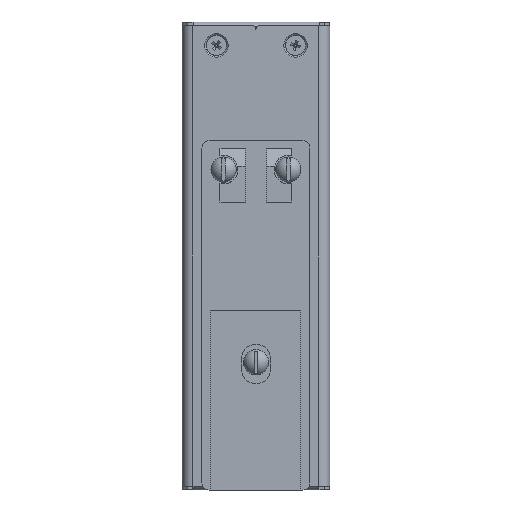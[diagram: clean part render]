
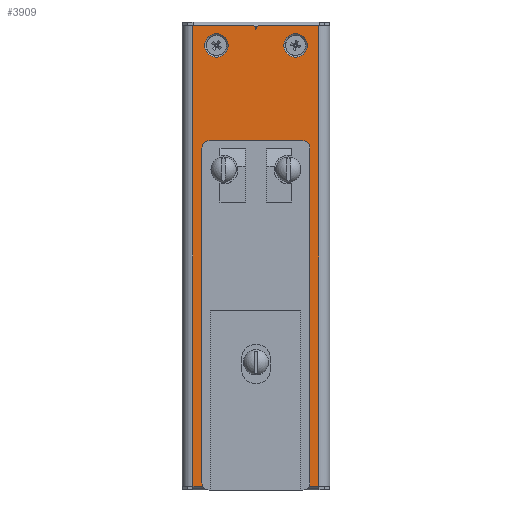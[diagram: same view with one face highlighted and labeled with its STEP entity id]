
A CAD part, front view. The second image highlights one B-rep face of the part: STEP entity #3909.
In plain terms, the highlighted face is planar.
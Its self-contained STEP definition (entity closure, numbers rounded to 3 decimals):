
#3909=ADVANCED_FACE('',(#18044,#18046,#18048),#18050,.F.);
#18044=FACE_BOUND('',#18045,.T.);
#18045=EDGE_LOOP('',(#28153,#28154,#28155,#28156,#28157,#28158,#28159,#28160,#28161,
#28162,#28163,#28164,#28165,#28166,#28167));
#18046=FACE_BOUND('',#18047,.T.);
#18047=EDGE_LOOP('',(#28168));
#18048=FACE_BOUND('',#18049,.T.);
#18049=EDGE_LOOP('',(#28169));
#18050=PLANE('',#18051);
#18051=AXIS2_PLACEMENT_3D('',#18052,#18053,#18054);
#18052=CARTESIAN_POINT('',(0.,0.,0.));
#18053=DIRECTION('',(0.,0.,1.));
#18054=DIRECTION('',(1.,0.,0.));
#28153=ORIENTED_EDGE('',*,*,#34296,.T.);
#28154=ORIENTED_EDGE('',*,*,#34297,.F.);
#28155=ORIENTED_EDGE('',*,*,#33956,.T.);
#28156=ORIENTED_EDGE('',*,*,#34298,.F.);
#28157=ORIENTED_EDGE('',*,*,#34299,.F.);
#28158=ORIENTED_EDGE('',*,*,#34300,.F.);
#28159=ORIENTED_EDGE('',*,*,#34301,.F.);
#28160=ORIENTED_EDGE('',*,*,#33982,.T.);
#28161=ORIENTED_EDGE('',*,*,#34302,.F.);
#28162=ORIENTED_EDGE('',*,*,#34303,.T.);
#28163=ORIENTED_EDGE('',*,*,#34304,.T.);
#28164=ORIENTED_EDGE('',*,*,#34305,.T.);
#28165=ORIENTED_EDGE('',*,*,#34306,.T.);
#28166=ORIENTED_EDGE('',*,*,#34307,.T.);
#28167=ORIENTED_EDGE('',*,*,#34308,.T.);
#28168=ORIENTED_EDGE('',*,*,#34309,.T.);
#28169=ORIENTED_EDGE('',*,*,#34310,.T.);
#33956=EDGE_CURVE('',#38222,#38220,#38223,.T.);
#33982=EDGE_CURVE('',#38258,#38256,#38259,.T.);
#34296=EDGE_CURVE('',#38782,#38783,#38784,.T.);
#34297=EDGE_CURVE('',#38222,#38783,#38785,.T.);
#34298=EDGE_CURVE('',#38786,#38220,#38787,.T.);
#34299=EDGE_CURVE('',#38788,#38786,#38789,.F.);
#34300=EDGE_CURVE('',#38790,#38788,#38791,.F.);
#34301=EDGE_CURVE('',#38258,#38790,#38792,.T.);
#34302=EDGE_CURVE('',#38793,#38256,#38794,.T.);
#34303=EDGE_CURVE('',#38793,#38795,#38796,.T.);
#34304=EDGE_CURVE('',#38795,#38797,#38798,.F.);
#34305=EDGE_CURVE('',#38797,#38799,#38800,.T.);
#34306=EDGE_CURVE('',#38799,#38801,#38802,.F.);
#34307=EDGE_CURVE('',#38801,#38803,#38804,.T.);
#34308=EDGE_CURVE('',#38803,#38782,#38805,.F.);
#34309=EDGE_CURVE('',#38806,#38806,#38807,.F.);
#34310=EDGE_CURVE('',#38808,#38808,#38809,.F.);
#38220=VERTEX_POINT('',#46397);
#38222=VERTEX_POINT('',#46402);
#38223=LINE('',#46403,#46404);
#38256=VERTEX_POINT('',#46500);
#38258=VERTEX_POINT('',#46505);
#38259=LINE('',#46506,#46507);
#38782=VERTEX_POINT('',#47700);
#38783=VERTEX_POINT('',#47701);
#38784=CIRCLE('',#47702,2.);
#38785=LINE('',#47706,#47707);
#38786=VERTEX_POINT('',#47709);
#38787=LINE('',#47710,#47711);
#38788=VERTEX_POINT('',#47713);
#38789=CIRCLE('',#47714,1.);
#38790=VERTEX_POINT('',#47718);
#38791=CIRCLE('',#47719,1.);
#38792=LINE('',#47723,#47724);
#38793=VERTEX_POINT('',#47726);
#38794=LINE('',#47727,#47728);
#38795=VERTEX_POINT('',#47730);
#38796=CIRCLE('',#47731,2.);
#38797=VERTEX_POINT('',#47735);
#38798=LINE('',#47736,#47737);
#38799=VERTEX_POINT('',#47739);
#38800=CIRCLE('',#47740,2.);
#38801=VERTEX_POINT('',#47744);
#38802=LINE('',#47745,#47746);
#38803=VERTEX_POINT('',#47748);
#38804=CIRCLE('',#47749,2.);
#38805=LINE('',#47753,#47754);
#38806=VERTEX_POINT('',#47756);
#38807=CIRCLE('',#47757,3.25);
#38808=VERTEX_POINT('',#47761);
#38809=CIRCLE('',#47762,3.25);
#46397=CARTESIAN_POINT('',(128.,35.,0.));
#46402=CARTESIAN_POINT('',(0.,35.,0.));
#46403=CARTESIAN_POINT('',(0.,35.,0.));
#46404=VECTOR('',#46405,1.);
#46405=DIRECTION('',(1.,0.,0.));
#46500=CARTESIAN_POINT('',(0.,0.,0.));
#46505=CARTESIAN_POINT('',(128.,0.,0.));
#46506=CARTESIAN_POINT('',(128.,0.,0.));
#46507=VECTOR('',#46508,1.);
#46508=DIRECTION('',(-1.,0.,0.));
#47700=CARTESIAN_POINT('',(1.,32.5,0.));
#47701=CARTESIAN_POINT('',(0.,32.232,0.));
#47702=AXIS2_PLACEMENT_3D('',#47703,#47704,#47705);
#47703=CARTESIAN_POINT('',(1.,30.5,0.));
#47704=DIRECTION('',(0.,-0.,1.));
#47705=DIRECTION('',(0.,1.,0.));
#47706=CARTESIAN_POINT('',(0.,35.,0.));
#47707=VECTOR('',#47708,1.);
#47708=DIRECTION('',(0.,-1.,0.));
#47709=CARTESIAN_POINT('',(128.,18.5,0.));
#47710=CARTESIAN_POINT('',(128.,18.5,0.));
#47711=VECTOR('',#47712,1.);
#47712=DIRECTION('',(0.,1.,0.));
#47713=CARTESIAN_POINT('',(127.,17.5,0.));
#47714=AXIS2_PLACEMENT_3D('',#47715,#47716,#47717);
#47715=CARTESIAN_POINT('',(127.,18.5,0.));
#47716=DIRECTION('',(0.,0.,-1.));
#47717=DIRECTION('',(1.,0.,0.));
#47718=CARTESIAN_POINT('',(128.,16.5,0.));
#47719=AXIS2_PLACEMENT_3D('',#47720,#47721,#47722);
#47720=CARTESIAN_POINT('',(127.,16.5,0.));
#47721=DIRECTION('',(0.,0.,-1.));
#47722=DIRECTION('',(0.,1.,0.));
#47723=CARTESIAN_POINT('',(128.,0.,0.));
#47724=VECTOR('',#47725,1.);
#47725=DIRECTION('',(0.,1.,0.));
#47726=CARTESIAN_POINT('',(0.,2.768,0.));
#47727=CARTESIAN_POINT('',(0.,2.768,0.));
#47728=VECTOR('',#47729,1.);
#47729=DIRECTION('',(0.,-1.,0.));
#47730=CARTESIAN_POINT('',(1.,2.5,0.));
#47731=AXIS2_PLACEMENT_3D('',#47732,#47733,#47734);
#47732=CARTESIAN_POINT('',(1.,4.5,0.));
#47733=DIRECTION('',(-0.,0.,1.));
#47734=DIRECTION('',(-0.5,-0.866,0.));
#47735=CARTESIAN_POINT('',(94.,2.5,0.));
#47736=CARTESIAN_POINT('',(94.,2.5,0.));
#47737=VECTOR('',#47738,1.);
#47738=DIRECTION('',(-1.,0.,0.));
#47739=CARTESIAN_POINT('',(96.,4.5,0.));
#47740=AXIS2_PLACEMENT_3D('',#47741,#47742,#47743);
#47741=CARTESIAN_POINT('',(94.,4.5,0.));
#47742=DIRECTION('',(-0.,0.,1.));
#47743=DIRECTION('',(0.,-1.,0.));
#47744=CARTESIAN_POINT('',(96.,30.5,0.));
#47745=CARTESIAN_POINT('',(96.,30.5,0.));
#47746=VECTOR('',#47747,1.);
#47747=DIRECTION('',(0.,-1.,0.));
#47748=CARTESIAN_POINT('',(94.,32.5,0.));
#47749=AXIS2_PLACEMENT_3D('',#47750,#47751,#47752);
#47750=CARTESIAN_POINT('',(94.,30.5,0.));
#47751=DIRECTION('',(0.,-0.,1.));
#47752=DIRECTION('',(1.,0.,0.));
#47753=CARTESIAN_POINT('',(1.,32.5,0.));
#47754=VECTOR('',#47755,1.);
#47755=DIRECTION('',(1.,0.,0.));
#47756=CARTESIAN_POINT('',(119.25,28.5,0.));
#47757=AXIS2_PLACEMENT_3D('',#47758,#47759,#47760);
#47758=CARTESIAN_POINT('',(122.5,28.5,0.));
#47759=DIRECTION('',(-0.,-0.,-1.));
#47760=DIRECTION('',(-1.,0.,0.));
#47761=CARTESIAN_POINT('',(119.25,6.5,0.));
#47762=AXIS2_PLACEMENT_3D('',#47763,#47764,#47765);
#47763=CARTESIAN_POINT('',(122.5,6.5,0.));
#47764=DIRECTION('',(-0.,-0.,-1.));
#47765=DIRECTION('',(-1.,0.,0.));
